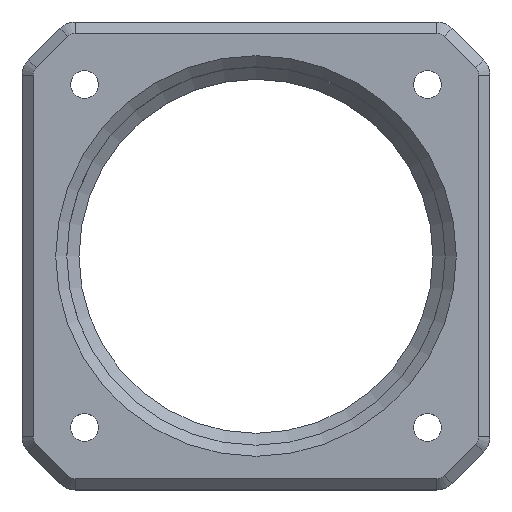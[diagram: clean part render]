
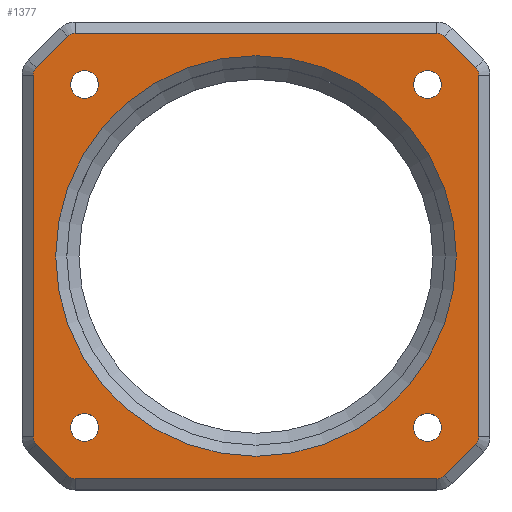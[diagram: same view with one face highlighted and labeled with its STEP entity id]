
A CAD part, top view. The second image highlights one B-rep face of the part: STEP entity #1377.
In plain terms, the highlighted planar face has unit normal (0, 0, 1).
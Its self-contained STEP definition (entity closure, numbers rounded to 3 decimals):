
#60=FACE_BOUND('',#233,.T.);
#61=FACE_BOUND('',#234,.T.);
#62=FACE_BOUND('',#235,.T.);
#63=FACE_BOUND('',#236,.T.);
#64=FACE_BOUND('',#237,.T.);
#71=PLANE('',#1492);
#136=FACE_OUTER_BOUND('',#232,.T.);
#232=EDGE_LOOP('',(#960,#961,#962,#963,#964,#965,#966,#967,#968,#969,#970,
#971,#972,#973,#974,#975));
#233=EDGE_LOOP('',(#976));
#234=EDGE_LOOP('',(#977));
#235=EDGE_LOOP('',(#978));
#236=EDGE_LOOP('',(#979));
#237=EDGE_LOOP('',(#980));
#336=LINE('',#2155,#428);
#337=LINE('',#2159,#429);
#338=LINE('',#2163,#430);
#339=LINE('',#2167,#431);
#340=LINE('',#2171,#432);
#341=LINE('',#2175,#433);
#342=LINE('',#2179,#434);
#343=LINE('',#2183,#435);
#428=VECTOR('',#1696,10.);
#429=VECTOR('',#1699,10.);
#430=VECTOR('',#1702,10.);
#431=VECTOR('',#1705,10.);
#432=VECTOR('',#1708,10.);
#433=VECTOR('',#1711,10.);
#434=VECTOR('',#1714,10.);
#435=VECTOR('',#1717,10.);
#520=CIRCLE('',#1489,18.105);
#522=CIRCLE('',#1493,1.);
#523=CIRCLE('',#1494,1.);
#524=CIRCLE('',#1495,1.);
#525=CIRCLE('',#1496,1.);
#526=CIRCLE('',#1497,1.);
#527=CIRCLE('',#1498,1.);
#528=CIRCLE('',#1499,1.);
#529=CIRCLE('',#1500,1.);
#530=CIRCLE('',#1501,1.25);
#531=CIRCLE('',#1502,1.25);
#532=CIRCLE('',#1503,1.25);
#533=CIRCLE('',#1504,1.25);
#618=VERTEX_POINT('',#2145);
#620=VERTEX_POINT('',#2153);
#621=VERTEX_POINT('',#2154);
#622=VERTEX_POINT('',#2156);
#623=VERTEX_POINT('',#2158);
#624=VERTEX_POINT('',#2160);
#625=VERTEX_POINT('',#2162);
#626=VERTEX_POINT('',#2164);
#627=VERTEX_POINT('',#2166);
#628=VERTEX_POINT('',#2168);
#629=VERTEX_POINT('',#2170);
#630=VERTEX_POINT('',#2172);
#631=VERTEX_POINT('',#2174);
#632=VERTEX_POINT('',#2176);
#633=VERTEX_POINT('',#2178);
#634=VERTEX_POINT('',#2180);
#635=VERTEX_POINT('',#2182);
#636=VERTEX_POINT('',#2185);
#637=VERTEX_POINT('',#2187);
#638=VERTEX_POINT('',#2189);
#639=VERTEX_POINT('',#2191);
#738=EDGE_CURVE('',#618,#618,#520,.T.);
#742=EDGE_CURVE('',#620,#621,#336,.T.);
#743=EDGE_CURVE('',#622,#620,#522,.T.);
#744=EDGE_CURVE('',#623,#622,#337,.T.);
#745=EDGE_CURVE('',#624,#623,#523,.T.);
#746=EDGE_CURVE('',#625,#624,#338,.T.);
#747=EDGE_CURVE('',#626,#625,#524,.T.);
#748=EDGE_CURVE('',#627,#626,#339,.T.);
#749=EDGE_CURVE('',#628,#627,#525,.T.);
#750=EDGE_CURVE('',#629,#628,#340,.T.);
#751=EDGE_CURVE('',#630,#629,#526,.T.);
#752=EDGE_CURVE('',#631,#630,#341,.T.);
#753=EDGE_CURVE('',#632,#631,#527,.T.);
#754=EDGE_CURVE('',#633,#632,#342,.T.);
#755=EDGE_CURVE('',#634,#633,#528,.T.);
#756=EDGE_CURVE('',#635,#634,#343,.T.);
#757=EDGE_CURVE('',#621,#635,#529,.T.);
#758=EDGE_CURVE('',#636,#636,#530,.T.);
#759=EDGE_CURVE('',#637,#637,#531,.T.);
#760=EDGE_CURVE('',#638,#638,#532,.T.);
#761=EDGE_CURVE('',#639,#639,#533,.T.);
#960=ORIENTED_EDGE('',*,*,#742,.F.);
#961=ORIENTED_EDGE('',*,*,#743,.F.);
#962=ORIENTED_EDGE('',*,*,#744,.F.);
#963=ORIENTED_EDGE('',*,*,#745,.F.);
#964=ORIENTED_EDGE('',*,*,#746,.F.);
#965=ORIENTED_EDGE('',*,*,#747,.F.);
#966=ORIENTED_EDGE('',*,*,#748,.F.);
#967=ORIENTED_EDGE('',*,*,#749,.F.);
#968=ORIENTED_EDGE('',*,*,#750,.F.);
#969=ORIENTED_EDGE('',*,*,#751,.F.);
#970=ORIENTED_EDGE('',*,*,#752,.F.);
#971=ORIENTED_EDGE('',*,*,#753,.F.);
#972=ORIENTED_EDGE('',*,*,#754,.F.);
#973=ORIENTED_EDGE('',*,*,#755,.F.);
#974=ORIENTED_EDGE('',*,*,#756,.F.);
#975=ORIENTED_EDGE('',*,*,#757,.F.);
#976=ORIENTED_EDGE('',*,*,#758,.F.);
#977=ORIENTED_EDGE('',*,*,#759,.F.);
#978=ORIENTED_EDGE('',*,*,#760,.F.);
#979=ORIENTED_EDGE('',*,*,#761,.F.);
#980=ORIENTED_EDGE('',*,*,#738,.F.);
#1377=ADVANCED_FACE('',(#136,#60,#61,#62,#63,#64),#71,.F.);
#1489=AXIS2_PLACEMENT_3D('',#2146,#1686,#1687);
#1492=AXIS2_PLACEMENT_3D('',#2152,#1694,#1695);
#1493=AXIS2_PLACEMENT_3D('',#2157,#1697,#1698);
#1494=AXIS2_PLACEMENT_3D('',#2161,#1700,#1701);
#1495=AXIS2_PLACEMENT_3D('',#2165,#1703,#1704);
#1496=AXIS2_PLACEMENT_3D('',#2169,#1706,#1707);
#1497=AXIS2_PLACEMENT_3D('',#2173,#1709,#1710);
#1498=AXIS2_PLACEMENT_3D('',#2177,#1712,#1713);
#1499=AXIS2_PLACEMENT_3D('',#2181,#1715,#1716);
#1500=AXIS2_PLACEMENT_3D('',#2184,#1718,#1719);
#1501=AXIS2_PLACEMENT_3D('',#2186,#1720,#1721);
#1502=AXIS2_PLACEMENT_3D('',#2188,#1722,#1723);
#1503=AXIS2_PLACEMENT_3D('',#2190,#1724,#1725);
#1504=AXIS2_PLACEMENT_3D('',#2192,#1726,#1727);
#1686=DIRECTION('center_axis',(0.,0.,1.));
#1687=DIRECTION('ref_axis',(1.,0.,0.));
#1694=DIRECTION('center_axis',(0.,0.,-1.));
#1695=DIRECTION('ref_axis',(-1.,0.,0.));
#1696=DIRECTION('',(-1.,0.,0.));
#1697=DIRECTION('center_axis',(0.,0.,-1.));
#1698=DIRECTION('ref_axis',(0.383,-0.924,0.));
#1699=DIRECTION('',(-0.707,-0.707,0.));
#1700=DIRECTION('center_axis',(0.,0.,-1.));
#1701=DIRECTION('ref_axis',(0.924,-0.383,0.));
#1702=DIRECTION('',(0.,-1.,0.));
#1703=DIRECTION('center_axis',(0.,0.,-1.));
#1704=DIRECTION('ref_axis',(0.924,0.383,0.));
#1705=DIRECTION('',(0.707,-0.707,0.));
#1706=DIRECTION('center_axis',(0.,0.,-1.));
#1707=DIRECTION('ref_axis',(0.383,0.924,0.));
#1708=DIRECTION('',(1.,0.,0.));
#1709=DIRECTION('center_axis',(0.,0.,-1.));
#1710=DIRECTION('ref_axis',(-0.383,0.924,0.));
#1711=DIRECTION('',(0.707,0.707,0.));
#1712=DIRECTION('center_axis',(0.,0.,-1.));
#1713=DIRECTION('ref_axis',(-0.924,0.383,0.));
#1714=DIRECTION('',(0.,1.,0.));
#1715=DIRECTION('center_axis',(0.,0.,-1.));
#1716=DIRECTION('ref_axis',(-0.924,-0.383,0.));
#1717=DIRECTION('',(-0.707,0.707,0.));
#1718=DIRECTION('center_axis',(0.,0.,-1.));
#1719=DIRECTION('ref_axis',(-0.383,-0.924,0.));
#1720=DIRECTION('center_axis',(0.,0.,1.));
#1721=DIRECTION('ref_axis',(-1.,0.,0.));
#1722=DIRECTION('center_axis',(0.,0.,1.));
#1723=DIRECTION('ref_axis',(-1.,0.,0.));
#1724=DIRECTION('center_axis',(0.,0.,1.));
#1725=DIRECTION('ref_axis',(-1.,0.,0.));
#1726=DIRECTION('center_axis',(0.,0.,1.));
#1727=DIRECTION('ref_axis',(-1.,0.,0.));
#2145=CARTESIAN_POINT('',(-18.105,0.,-4.));
#2146=CARTESIAN_POINT('Origin',(0.,0.,-4.));
#2152=CARTESIAN_POINT('Origin',(0.,0.,
-4.));
#2153=CARTESIAN_POINT('',(16.322,-20.15,-4.));
#2154=CARTESIAN_POINT('',(-16.322,-20.15,-4.));
#2155=CARTESIAN_POINT('',(8.575,-20.15,-4.));
#2156=CARTESIAN_POINT('',(17.029,-19.857,-4.));
#2157=CARTESIAN_POINT('Origin',(16.322,-19.15,-4.));
#2158=CARTESIAN_POINT('',(19.857,-17.029,-4.));
#2159=CARTESIAN_POINT('',(19.443,-17.443,-4.));
#2160=CARTESIAN_POINT('',(20.15,-16.322,-4.));
#2161=CARTESIAN_POINT('Origin',(19.15,-16.322,-4.));
#2162=CARTESIAN_POINT('',(20.15,16.322,-4.));
#2163=CARTESIAN_POINT('',(20.15,8.575,-4.));
#2164=CARTESIAN_POINT('',(19.857,17.029,-4.));
#2165=CARTESIAN_POINT('Origin',(19.15,16.322,-4.));
#2166=CARTESIAN_POINT('',(17.029,19.857,-4.));
#2167=CARTESIAN_POINT('',(17.443,19.443,-4.));
#2168=CARTESIAN_POINT('',(16.322,20.15,-4.));
#2169=CARTESIAN_POINT('Origin',(16.322,19.15,-4.));
#2170=CARTESIAN_POINT('',(-16.322,20.15,-4.));
#2171=CARTESIAN_POINT('',(-8.575,20.15,-4.));
#2172=CARTESIAN_POINT('',(-17.029,19.857,-4.));
#2173=CARTESIAN_POINT('Origin',(-16.322,19.15,-4.));
#2174=CARTESIAN_POINT('',(-19.857,17.029,-4.));
#2175=CARTESIAN_POINT('',(-19.443,17.443,-4.));
#2176=CARTESIAN_POINT('',(-20.15,16.322,-4.));
#2177=CARTESIAN_POINT('Origin',(-19.15,16.322,-4.));
#2178=CARTESIAN_POINT('',(-20.15,-16.322,-4.));
#2179=CARTESIAN_POINT('',(-20.15,-8.575,-4.));
#2180=CARTESIAN_POINT('',(-19.857,-17.029,-4.));
#2181=CARTESIAN_POINT('Origin',(-19.15,-16.322,-4.));
#2182=CARTESIAN_POINT('',(-17.029,-19.857,-4.));
#2183=CARTESIAN_POINT('',(-17.443,-19.443,-4.));
#2184=CARTESIAN_POINT('Origin',(-16.322,-19.15,-4.));
#2185=CARTESIAN_POINT('',(-14.25,-15.5,-4.));
#2186=CARTESIAN_POINT('Origin',(-15.5,-15.5,-4.));
#2187=CARTESIAN_POINT('',(16.75,-15.5,-4.));
#2188=CARTESIAN_POINT('Origin',(15.5,-15.5,-4.));
#2189=CARTESIAN_POINT('',(-14.25,15.5,-4.));
#2190=CARTESIAN_POINT('Origin',(-15.5,15.5,-4.));
#2191=CARTESIAN_POINT('',(16.75,15.5,-4.));
#2192=CARTESIAN_POINT('Origin',(15.5,15.5,-4.));
